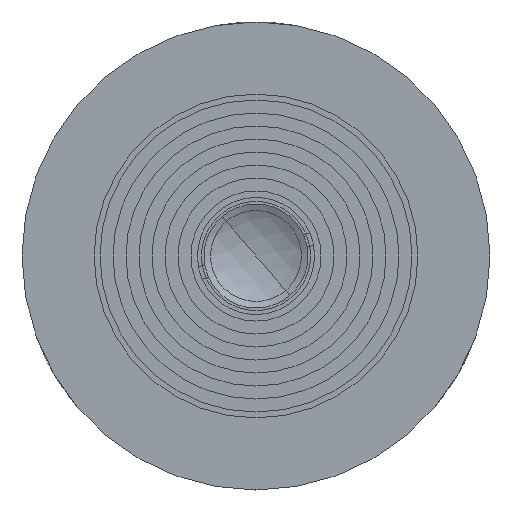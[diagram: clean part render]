
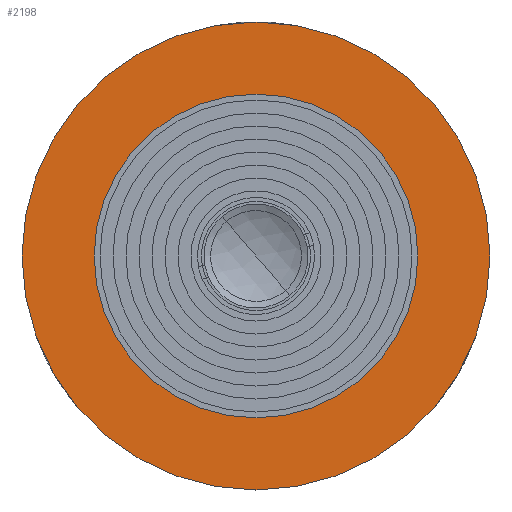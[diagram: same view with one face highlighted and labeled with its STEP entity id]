
A CAD part, left-side view. The second image highlights one B-rep face of the part: STEP entity #2198.
In plain terms, the highlighted planar face has unit normal (-1, 0, 0).
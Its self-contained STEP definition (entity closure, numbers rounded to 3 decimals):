
#49 = CARTESIAN_POINT ( 'NONE',  ( 0., 0., 0. ) ) ;
#91 = AXIS2_PLACEMENT_3D ( 'NONE', #397, #3247, #1449 ) ;
#115 = AXIS2_PLACEMENT_3D ( 'NONE', #49, #2526, #3672 ) ;
#216 = EDGE_CURVE ( 'NONE', #689, #348, #2013, .T. ) ;
#261 = EDGE_CURVE ( 'NONE', #3676, #291, #1528, .T. ) ;
#272 = CIRCLE ( 'NONE', #2480, 18. ) ;
#291 = VERTEX_POINT ( 'NONE', #2173 ) ;
#348 = VERTEX_POINT ( 'NONE', #1284 ) ;
#368 = CARTESIAN_POINT ( 'NONE',  ( 0., 0., 12.45 ) ) ;
#397 = CARTESIAN_POINT ( 'NONE',  ( 0., 18., 0. ) ) ;
#440 = AXIS2_PLACEMENT_3D ( 'NONE', #2926, #3230, #2550 ) ;
#541 = CARTESIAN_POINT ( 'NONE',  ( 0., 0., 18. ) ) ;
#689 = VERTEX_POINT ( 'NONE', #368 ) ;
#896 = ORIENTED_EDGE ( 'NONE', *, *, #1856, .F. ) ;
#1036 = EDGE_LOOP ( 'NONE', ( #1824, #1172 ) ) ;
#1172 = ORIENTED_EDGE ( 'NONE', *, *, #3462, .T. ) ;
#1184 = FACE_BOUND ( 'NONE', #2654, .T. ) ;
#1284 = CARTESIAN_POINT ( 'NONE',  ( 0., 0., -12.45 ) ) ;
#1446 = CARTESIAN_POINT ( 'NONE',  ( 0., 0., 0. ) ) ;
#1449 = DIRECTION ( 'NONE',  ( 0., 0., -1. ) ) ;
#1528 = CIRCLE ( 'NONE', #115, 18. ) ;
#1753 = PLANE ( 'NONE',  #91 ) ;
#1824 = ORIENTED_EDGE ( 'NONE', *, *, #261, .T. ) ;
#1856 = EDGE_CURVE ( 'NONE', #348, #689, #2889, .T. ) ;
#2008 = DIRECTION ( 'NONE',  ( 0., 0., 1. ) ) ;
#2013 = CIRCLE ( 'NONE', #2974, 12.45 ) ;
#2026 = CARTESIAN_POINT ( 'NONE',  ( 0., 0., 0. ) ) ;
#2054 = DIRECTION ( 'NONE',  ( -1., 0., 0. ) ) ;
#2173 = CARTESIAN_POINT ( 'NONE',  ( 0., 0., -18. ) ) ;
#2198 = ADVANCED_FACE ( 'NONE', ( #1184, #2617 ), #1753, .F. ) ;
#2480 = AXIS2_PLACEMENT_3D ( 'NONE', #2026, #2833, #2008 ) ;
#2526 = DIRECTION ( 'NONE',  ( -1., 0., 0. ) ) ;
#2550 = DIRECTION ( 'NONE',  ( 0., 0., 1. ) ) ;
#2617 = FACE_OUTER_BOUND ( 'NONE', #1036, .T. ) ;
#2654 = EDGE_LOOP ( 'NONE', ( #3572, #896 ) ) ;
#2833 = DIRECTION ( 'NONE',  ( -1., 0., 0. ) ) ;
#2889 = CIRCLE ( 'NONE', #440, 12.45 ) ;
#2926 = CARTESIAN_POINT ( 'NONE',  ( 0., 0., 0. ) ) ;
#2974 = AXIS2_PLACEMENT_3D ( 'NONE', #1446, #2054, #3202 ) ;
#3202 = DIRECTION ( 'NONE',  ( 0., 0., 1. ) ) ;
#3230 = DIRECTION ( 'NONE',  ( -1., 0., 0. ) ) ;
#3247 = DIRECTION ( 'NONE',  ( 1., 0., 0. ) ) ;
#3462 = EDGE_CURVE ( 'NONE', #291, #3676, #272, .T. ) ;
#3572 = ORIENTED_EDGE ( 'NONE', *, *, #216, .F. ) ;
#3672 = DIRECTION ( 'NONE',  ( 0., 0., 1. ) ) ;
#3676 = VERTEX_POINT ( 'NONE', #541 ) ;
